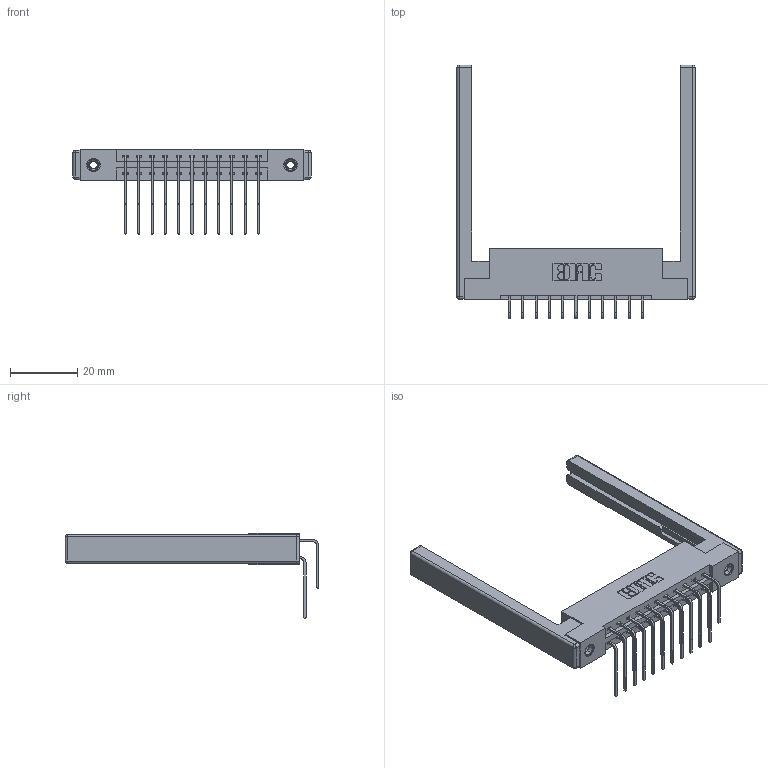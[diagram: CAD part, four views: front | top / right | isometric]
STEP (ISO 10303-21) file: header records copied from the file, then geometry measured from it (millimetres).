
FILE_DESCRIPTION (( 'STEP AP203' ), '1' );
FILE_NAME ('337-022-559-268.STEP', '2019-10-08T15:04:32', ( '' ), ( '' ), 'SwSTEP 2.0', 'SolidWorks 2016', '' );
FILE_SCHEMA (( 'CONFIG_CONTROL_DESIGN' ));
Length unit declared in the file: inch
Products named in the file (6): 345-250-001_345-250-001-102; 345-292-001_558 559 Tail - 1; 337-022-559-268; 337 Part_Flush Mounting Lugs - 0.156 Dia-TI; 307-220-068; 345-292-001_559 Tail - 2
Assembly tree (27 placements, depth 2):
  337-022-559-268
    337 Part_Flush Mounting Lugs - 0.156 Dia-TI
    345-292-001_558 559 Tail - 1  x11
    345-292-001_559 Tail - 2  x11
    345-250-001_345-250-001-102  x2
    307-220-068  x2
Bounding box: 71.02 x 75.63 x 25.53 mm (x, y, z)
Volume: 11583.5 mm3; surface area: 12508.7 mm2
Topology: 27 solids, 27 shells, 1500 faces, 4375 edges, 2866 vertices
Faces by surface type: plane 1038, cylinder 438, cone 12, sphere 8, torus 4
Entity records: 17082 total; most frequent: CARTESIAN_POINT 2914, ORIENTED_EDGE 2788, DIRECTION 2588, EDGE_CURVE 1394, LINE 1176, VECTOR 1176, VERTEX_POINT 918, AXIS2_PLACEMENT_3D 706
